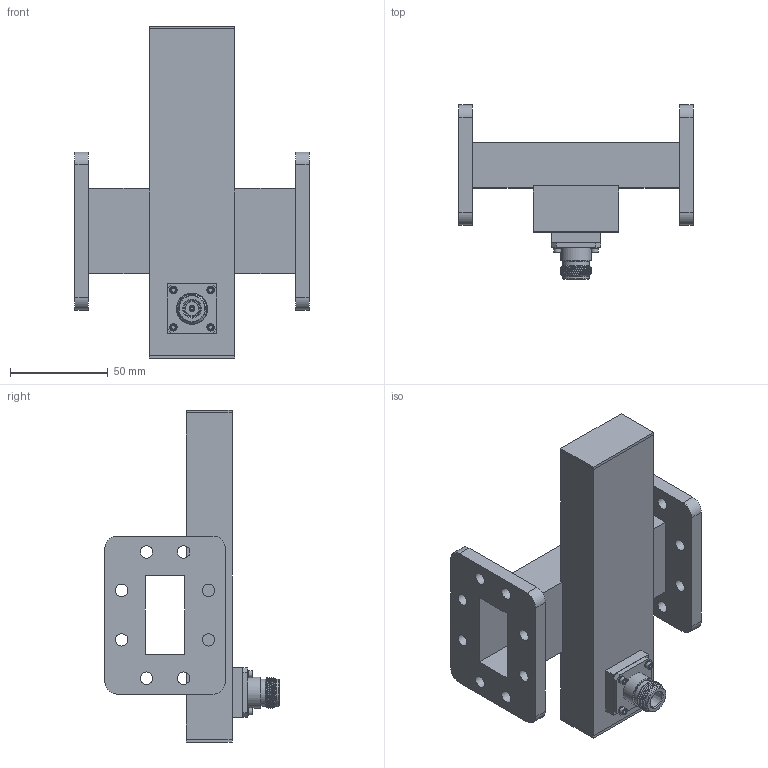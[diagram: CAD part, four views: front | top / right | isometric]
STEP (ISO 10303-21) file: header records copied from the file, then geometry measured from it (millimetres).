
FILE_DESCRIPTION (( 'STEP AP203' ), '1' );
FILE_NAME ('FMWCP1082-50_3D.step', '2022-07-26T22:31:33', ( '' ), ( '' ), 'SwSTEP 2.0', 'SolidWorks 2021', '' );
FILE_SCHEMA (( 'CONFIG_CONTROL_DESIGN' ));
Length unit declared in the file: inch
Products named in the file (1): FMWCP1082-50_3D
Bounding box: 120 x 89.2 x 170 mm (x, y, z)
Volume: 256181.9 mm3; surface area: 73102 mm2
Topology: 1 solids, 1 shells, 199 faces, 461 edges, 287 vertices
Faces by surface type: plane 105, cylinder 47, cone 43, bspline 4
Full cylindrical faces by diameter (mm): 1.524 x1, 3.048 x1, 3.658 x4, 3.856 x4, 6.35 x16, 6.985 x1, 13.716 x2, 15.875 x1
Entity records: 7299 total; most frequent: CARTESIAN_POINT 2952, DIRECTION 854, ORIENTED_EDGE 816, EDGE_CURVE 408, AXIS2_PLACEMENT_3D 326, EDGE_LOOP 300, VERTEX_POINT 278, FACE_OUTER_BOUND 230
